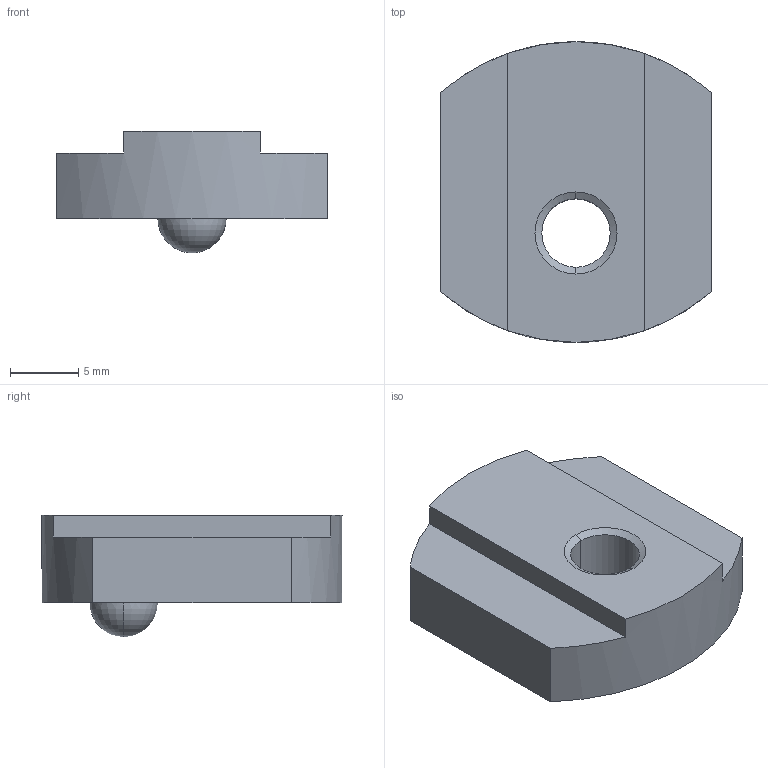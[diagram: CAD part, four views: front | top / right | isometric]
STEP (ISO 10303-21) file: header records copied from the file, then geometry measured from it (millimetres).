
FILE_DESCRIPTION(('Creo Elements/Direct Modeling STEP Export'),'2;1');
FILE_NAME('44.0160.5_Nutenstein-MMS-44_M6-fixierbar.stp','2022-03-21T 8:56:46',(''),(''),'PTC Creo Elements/Direct Modeling STEP processor for AP214 (Solid Model)','PTC Creo Elements/Direct Modeling 19.0C 15-Aug-2015 (C) Parametric Technology GmbH','');
FILE_SCHEMA(('AUTOMOTIVE_DESIGN { 1 0 10303 214 1 1 1 1 }'));
Length unit declared in the file: millimetre
Products named in the file (2): Nutenstein-MMS-44_M6-fixierbar_44.0160.5_PX173004
Assembly tree (1 placements, depth 2):
  Nutenstein-MMS-44_M6-fixierbar_44.0160.5_PX173004
    Nutenstein-MMS-44_M6-fixierbar_44.0160.5_PX173004
Bounding box: 19.8 x 22 x 8.9 mm (x, y, z)
Volume: 2043.9 mm3; surface area: 1434.9 mm2
Topology: 1 solids, 2 shells, 26 faces, 58 edges, 35 vertices
Faces by surface type: plane 10, cylinder 6, cone 6, torus 4
Entity records: 748 total; most frequent: DIRECTION 124, ORIENTED_EDGE 112, CARTESIAN_POINT 110, EDGE_CURVE 56, AXIS2_PLACEMENT_3D 49, VERTEX_POINT 35, EDGE_LOOP 29, VECTOR 26
